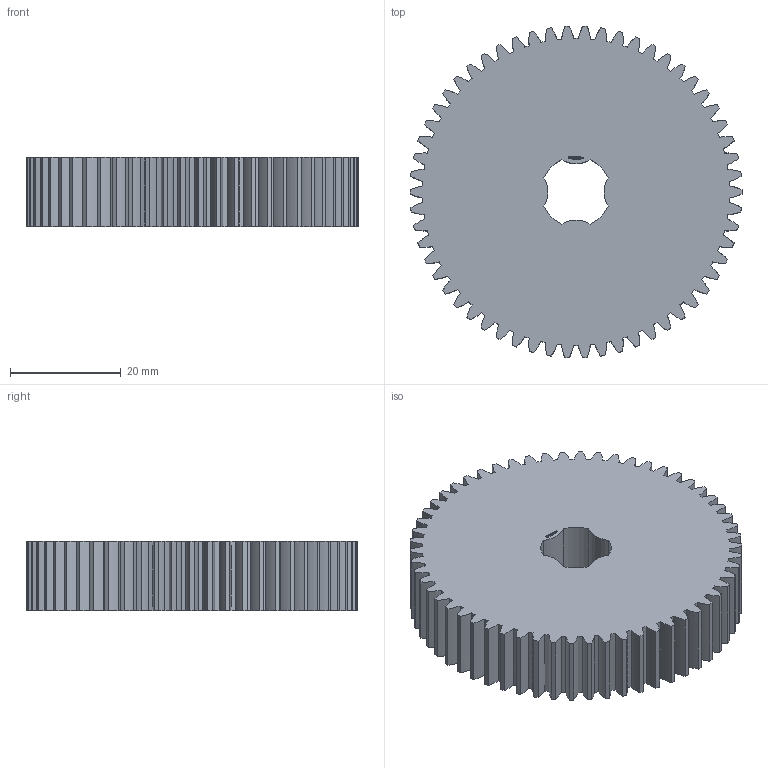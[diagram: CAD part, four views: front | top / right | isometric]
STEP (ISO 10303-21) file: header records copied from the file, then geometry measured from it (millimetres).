
FILE_DESCRIPTION(('FreeCAD Model'),'2;1');
FILE_NAME('Open CASCADE Shape Model','2024-03-10T19:50:43',(''),(''), 'Open CASCADE STEP processor 7.6','FreeCAD','Unknown');
FILE_SCHEMA(('AUTOMOTIVE_DESIGN { 1 0 10303 214 1 1 1 1 }'));
Products named in the file (1): Gear Wheel PLN TTH58 BU01.00 SFT-SHD - SPN-GWH-0212 (stemfie.org)
Bounding box: 59.99 x 59.95 x 12.5 mm (x, y, z)
Volume: 31480.4 mm3; surface area: 10150.8 mm2
Topology: 1 solids, 1 shells, 691 faces, 1980 edges, 1320 vertices
Faces by surface type: extrusion 360, plane 323, cylinder 8
Entity records: 63886 total; most frequent: CARTESIAN_POINT 22002, DIRECTION 5540, VECTOR 4828, LINE 4468, ORIENTED_EDGE 3960, PCURVE 3960, DEFINITIONAL_REPRESENTATION 3960, EDGE_CURVE 1980
